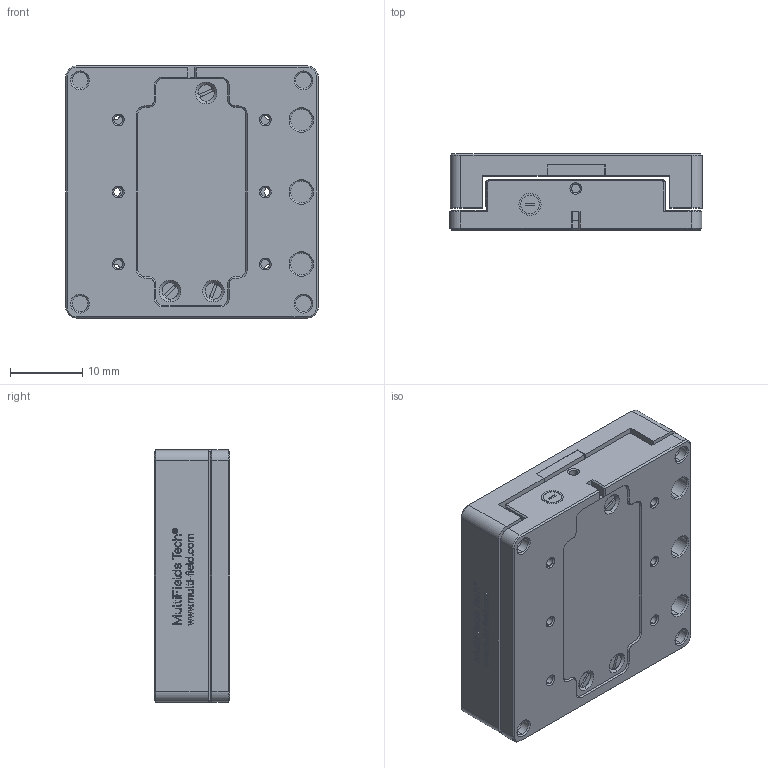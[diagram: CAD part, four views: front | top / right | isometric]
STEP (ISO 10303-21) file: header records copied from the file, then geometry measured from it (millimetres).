
FILE_DESCRIPTION (( 'STEP AP214' ), '1' );
FILE_NAME ('Linear35-Slim-X-ULT - web.STEP', '2022-05-24T12:02:32', ( '' ), ( '' ), 'SwSTEP 2.0', 'SolidWorks 2020', '' );
FILE_SCHEMA (( 'AUTOMOTIVE_DESIGN' ));
Length unit declared in the file: millimetre
Products named in the file (1): Linear35-Slim-X-ULT - web
Bounding box: 35.07 x 10.5 x 35 mm (x, y, z)
Volume: 10911.8 mm3; surface area: 9482.1 mm2
Topology: 9 solids, 9 shells, 1743 faces, 4735 edges, 3109 vertices
Faces by surface type: bspline 963, plane 512, cylinder 154, cone 102, torus 12
Entity records: 81076 total; most frequent: CARTESIAN_POINT 24111, ORIENTED_EDGE 9470, DIRECTION 4781, EDGE_CURVE 4735, VERTEX_POINT 3109, VECTOR 2335, LINE 2335, B_SPLINE_CURVE_WITH_KNOTS 1958
